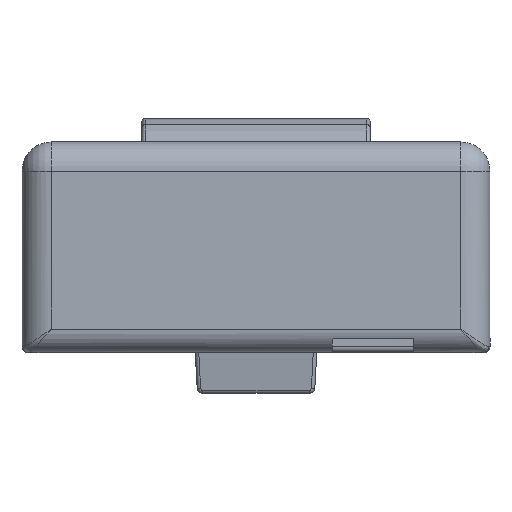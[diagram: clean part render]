
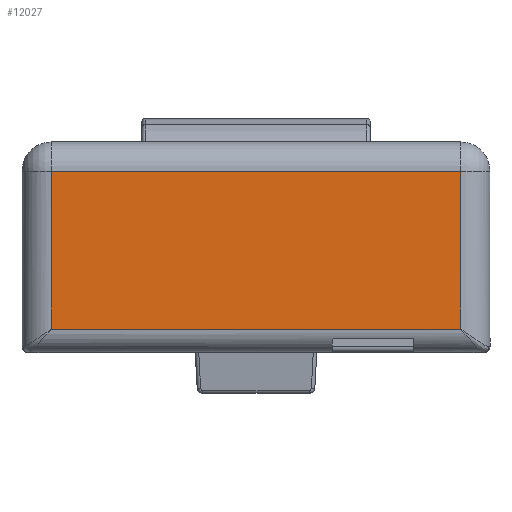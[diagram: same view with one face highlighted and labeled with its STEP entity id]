
A CAD part, left-side view. The second image highlights one B-rep face of the part: STEP entity #12027.
In plain terms, the highlighted planar face has unit normal (-1, 0, 0).
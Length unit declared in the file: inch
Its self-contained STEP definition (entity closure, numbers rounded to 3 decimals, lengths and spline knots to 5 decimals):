
#1274=FACE_OUTER_BOUND('',#1924,.T.);
#1924=EDGE_LOOP('',(#10489,#10490,#10491,#10492));
#3517=LINE('',#20229,#4640);
#3518=LINE('',#20231,#4641);
#3519=LINE('',#20233,#4642);
#3520=LINE('',#20234,#4643);
#4640=VECTOR('',#16004,1.37795);
#4641=VECTOR('',#16005,0.5315);
#4642=VECTOR('',#16006,1.37795);
#4643=VECTOR('',#16007,0.5315);
#5786=VERTEX_POINT('',#20227);
#5787=VERTEX_POINT('',#20228);
#5788=VERTEX_POINT('',#20230);
#5789=VERTEX_POINT('',#20232);
#7394=EDGE_CURVE('',#5786,#5787,#3517,.T.);
#7395=EDGE_CURVE('',#5786,#5788,#3518,.T.);
#7396=EDGE_CURVE('',#5788,#5789,#3519,.T.);
#7397=EDGE_CURVE('',#5789,#5787,#3520,.T.);
#10489=ORIENTED_EDGE('',*,*,#7394,.F.);
#10490=ORIENTED_EDGE('',*,*,#7395,.T.);
#10491=ORIENTED_EDGE('',*,*,#7396,.T.);
#10492=ORIENTED_EDGE('',*,*,#7397,.T.);
#11462=PLANE('',#13063);
#12027=ADVANCED_FACE('',(#1274),#11462,.F.);
#13063=AXIS2_PLACEMENT_3D('',#20226,#16002,#16003);
#16002=DIRECTION('center_axis',(1.,0.,0.));
#16003=DIRECTION('ref_axis',(0.,1.,0.));
#16004=DIRECTION('',(0.,1.,0.));
#16005=DIRECTION('',(0.,0.,1.));
#16006=DIRECTION('',(0.,1.,0.));
#16007=DIRECTION('',(0.,0.,-1.));
#20226=CARTESIAN_POINT('Origin',(-1.5748,0.7874,0.94488));
#20227=CARTESIAN_POINT('',(-1.5748,-0.68898,0.31496));
#20228=CARTESIAN_POINT('',(-1.5748,0.68898,0.31496));
#20229=CARTESIAN_POINT('',(-1.5748,-0.7874,0.31496));
#20230=CARTESIAN_POINT('',(-1.5748,-0.68898,0.84646));
#20231=CARTESIAN_POINT('',(-1.5748,-0.68898,0.94488));
#20232=CARTESIAN_POINT('',(-1.5748,0.68898,0.84646));
#20233=CARTESIAN_POINT('',(-1.5748,0.7874,0.84646));
#20234=CARTESIAN_POINT('',(-1.5748,0.68898,0.94488));
